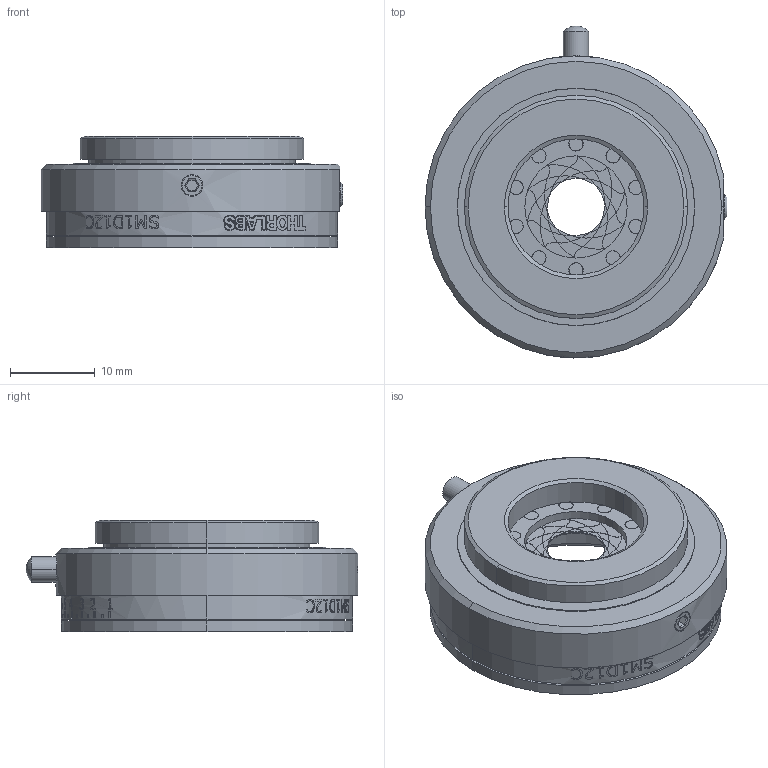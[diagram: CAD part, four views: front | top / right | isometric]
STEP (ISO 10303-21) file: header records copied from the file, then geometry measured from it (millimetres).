
FILE_DESCRIPTION (( 'STEP AP214' ), '1' );
FILE_NAME ('13228-E0W.STEP', '2021-06-30T20:01:22', ( '' ), ( '' ), 'SwSTEP 2.0', 'SolidWorks 2018', '' );
FILE_SCHEMA (( 'AUTOMOTIVE_DESIGN' ));
Length unit declared in the file: inch
Products named in the file (1): 13228-E0W
Bounding box: 35.56 x 39.09 x 13.08 mm (x, y, z)
Volume: 6629.2 mm3; surface area: 9459.6 mm2
Topology: 18 solids, 18 shells, 606 faces, 1879 edges, 1391 vertices
Faces by surface type: plane 276, cylinder 262, cone 33, bspline 31, torus 2, sphere 2
Entity records: 34245 total; most frequent: CARTESIAN_POINT 9156, ORIENTED_EDGE 3754, DIRECTION 3285, EDGE_CURVE 1877, VERTEX_POINT 1391, AXIS2_PLACEMENT_3D 1221, VECTOR 843, LINE 843
